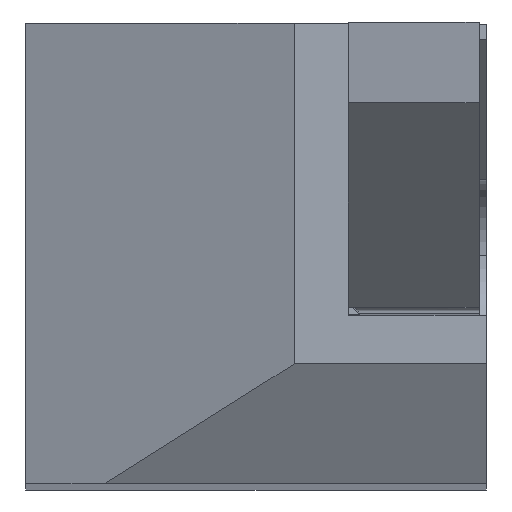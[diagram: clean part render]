
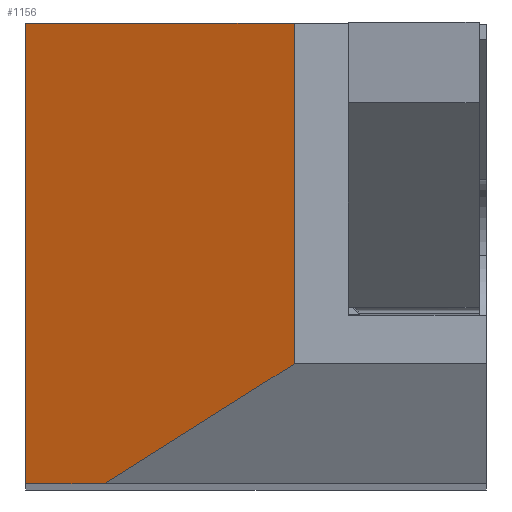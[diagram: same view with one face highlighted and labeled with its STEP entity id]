
A CAD part, top view. The second image highlights one B-rep face of the part: STEP entity #1156.
In plain terms, the highlighted planar face has unit normal (-0.342, 0, 0.94).
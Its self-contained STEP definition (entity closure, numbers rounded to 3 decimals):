
#11 = ORIENTED_EDGE ( 'NONE', *, *, #259, .F. ) ;
#70 = ORIENTED_EDGE ( 'NONE', *, *, #2093, .T. ) ;
#229 = VERTEX_POINT ( 'NONE', #1189 ) ;
#255 = LINE ( 'NONE', #623, #1600 ) ;
#259 = EDGE_CURVE ( 'NONE', #2067, #229, #255, .T. ) ;
#380 = VECTOR ( 'NONE', #2095, 1000. ) ;
#441 = EDGE_CURVE ( 'NONE', #1357, #2067, #2248, .T. ) ;
#601 = EDGE_LOOP ( 'NONE', ( #1546, #11, #657, #70, #1778 ) ) ;
#623 = CARTESIAN_POINT ( 'NONE',  ( 0., 0., -2.693 ) ) ;
#657 = ORIENTED_EDGE ( 'NONE', *, *, #441, .F. ) ;
#733 = CARTESIAN_POINT ( 'NONE',  ( 7.4, 139.7, 0. ) ) ;
#778 = CARTESIAN_POINT ( 'NONE',  ( -31.274, 0., -14.076 ) ) ;
#779 = VECTOR ( 'NONE', #1967, 1000. ) ;
#799 = AXIS2_PLACEMENT_3D ( 'NONE', #2010, #951, #2192 ) ;
#811 = CARTESIAN_POINT ( 'NONE',  ( 96.981, 59.773, 32.605 ) ) ;
#839 = VECTOR ( 'NONE', #2015, 1000. ) ;
#913 = FACE_OUTER_BOUND ( 'NONE', #601, .T. ) ;
#951 = DIRECTION ( 'NONE',  ( -0.342, 0., 0.94 ) ) ;
#970 = EDGE_CURVE ( 'NONE', #2114, #1919, #2245, .T. ) ;
#1135 = DIRECTION ( 'NONE',  ( 0., 1., 0. ) ) ;
#1156 = ADVANCED_FACE ( 'NONE', ( #913 ), #1491, .T. ) ;
#1164 = DIRECTION ( 'NONE',  ( 0.808, 0.51, 0.294 ) ) ;
#1169 = CARTESIAN_POINT ( 'NONE',  ( 2.165, 0., -1.905 ) ) ;
#1189 = CARTESIAN_POINT ( 'NONE',  ( 0., 12.7, -2.693 ) ) ;
#1357 = VERTEX_POINT ( 'NONE', #1169 ) ;
#1372 = LINE ( 'NONE', #811, #2183 ) ;
#1491 = PLANE ( 'NONE',  #799 ) ;
#1505 = EDGE_CURVE ( 'NONE', #229, #2114, #2240, .T. ) ;
#1546 = ORIENTED_EDGE ( 'NONE', *, *, #1505, .F. ) ;
#1573 = CARTESIAN_POINT ( 'NONE',  ( -31.274, 12.7, -14.076 ) ) ;
#1600 = VECTOR ( 'NONE', #1135, 1000. ) ;
#1714 = CARTESIAN_POINT ( 'NONE',  ( 7.4, 12.7, 0. ) ) ;
#1778 = ORIENTED_EDGE ( 'NONE', *, *, #970, .F. ) ;
#1875 = CARTESIAN_POINT ( 'NONE',  ( 0., 0., -2.693 ) ) ;
#1919 = VERTEX_POINT ( 'NONE', #2188 ) ;
#1967 = DIRECTION ( 'NONE',  ( 0., -1., 0. ) ) ;
#2010 = CARTESIAN_POINT ( 'NONE',  ( 7.4, 139.7, 0. ) ) ;
#2015 = DIRECTION ( 'NONE',  ( -0.94, 0., -0.342 ) ) ;
#2067 = VERTEX_POINT ( 'NONE', #1875 ) ;
#2093 = EDGE_CURVE ( 'NONE', #1357, #1919, #1372, .T. ) ;
#2095 = DIRECTION ( 'NONE',  ( 0.94, 0., 0.342 ) ) ;
#2114 = VERTEX_POINT ( 'NONE', #1714 ) ;
#2183 = VECTOR ( 'NONE', #1164, 1000. ) ;
#2188 = CARTESIAN_POINT ( 'NONE',  ( 7.4, 3.3, 0. ) ) ;
#2192 = DIRECTION ( 'NONE',  ( 0.94, 0., 0.342 ) ) ;
#2240 = LINE ( 'NONE', #1573, #380 ) ;
#2245 = LINE ( 'NONE', #733, #779 ) ;
#2248 = LINE ( 'NONE', #778, #839 ) ;
